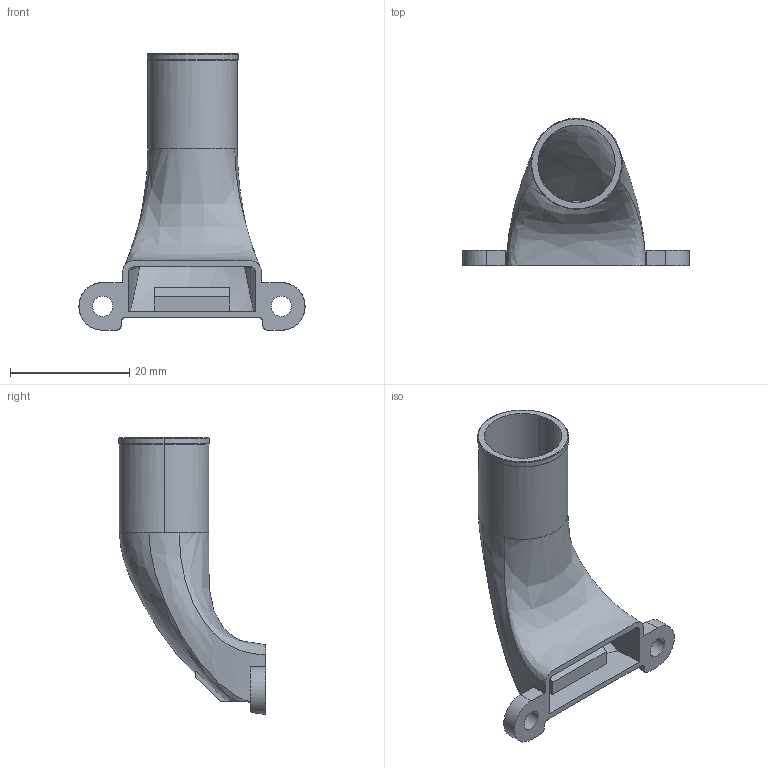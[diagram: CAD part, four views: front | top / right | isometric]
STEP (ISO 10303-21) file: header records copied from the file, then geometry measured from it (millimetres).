
FILE_DESCRIPTION (( 'STEP AP203' ), '1' );
FILE_NAME ('CPAP duct.STEP', '2023-04-19T15:09:36', ( '' ), ( '' ), 'SwSTEP 2.0', 'SolidWorks 2022', '' );
FILE_SCHEMA (( 'CONFIG_CONTROL_DESIGN' ));
Length unit declared in the file: inch
Products named in the file (1): CPAP duct
Bounding box: 38 x 24.7 x 46.46 mm (x, y, z)
Volume: 2532.6 mm3; surface area: 5100.7 mm2
Topology: 1 solids, 1 shells, 63 faces, 175 edges, 115 vertices
Faces by surface type: plane 31, bspline 16, cylinder 12, cone 4
Entity records: 6143 total; most frequent: CARTESIAN_POINT 4583, ORIENTED_EDGE 350, DIRECTION 236, EDGE_CURVE 175, VERTEX_POINT 115, VECTOR 88, LINE 88, AXIS2_PLACEMENT_3D 74
